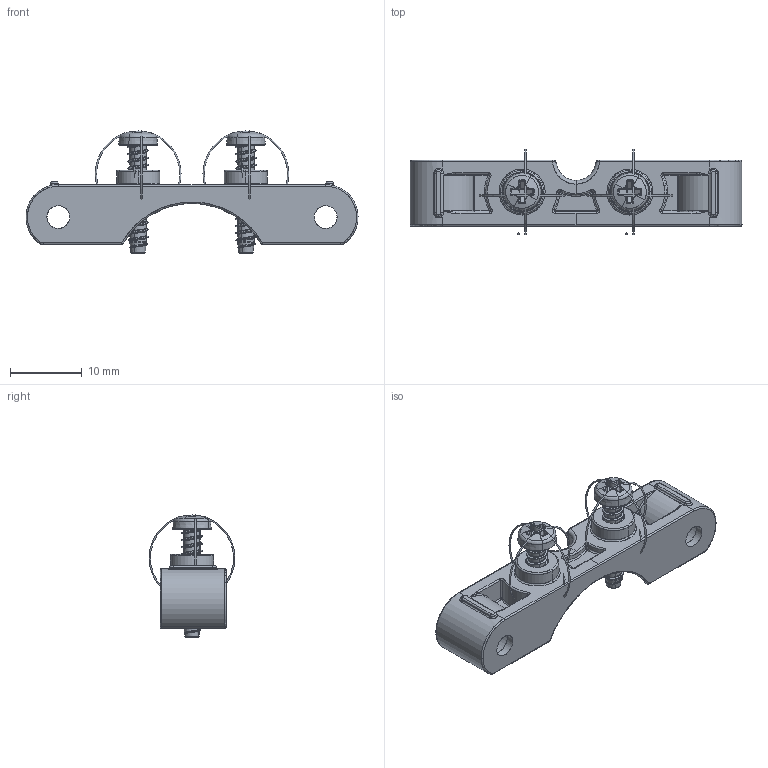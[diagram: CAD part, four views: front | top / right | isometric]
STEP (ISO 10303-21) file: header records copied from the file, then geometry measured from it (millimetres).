
FILE_DESCRIPTION(/* description */ ('CAx-IF Rec.Pracs.---Representation and Presentation of Product Manufacturing Information (PMI)---4.0---2014-10-13','CAx-IF Rec.Pracs.---3D Tessellated Geometry---0.4---2014-09-14','2;1'),/* implementation_level */ '2;1');
FILE_NAME(/* name */ 'model3',/* time_stamp */ '2024-09-27T20:59:51+02:00',/* author */ (''),/* organization */ (''),/* preprocessor_version */ 'ST-DEVELOPER v16.7',/* originating_system */ 'SIEMENS PLM Software NX 1867',/* authorisation */ $);
FILE_SCHEMA (('AP242_MANAGED_MODEL_BASED_3D_ENGINEERING_MIM_LF { 1 0 10303 442 1 1 4 }'));
Length unit declared in the file: millimetre
Products named in the file (3): model3; Support sup triangles A9 51318; Vis 3x15 MA1 50583
Assembly tree (3 placements, depth 3):
  model3
    Support sup triangles A9 51318
      Vis 3x15 MA1 50583  x2
Bounding box: 46.19 x 11.96 x 16.98 mm (x, y, z)
Surface area: 2816.5 mm2 (no closed solid volume)
Topology: 0 solids, 1141 shells, 1137 faces, 5063 edges, 5001 vertices
Faces by surface type: bspline 525, cylinder 243, torus 168, sphere 94, plane 75, cone 32
Entity records: 55696 total; most frequent: CARTESIAN_POINT 28995, VERTEX_POINT 3288, ORIENTED_EDGE 3283, EDGE_CURVE 3283, B_SPLINE_CURVE_WITH_KNOTS 2476, DIRECTION 2227, AXIS2_PLACEMENT_3D 951, FACE_BOUND 766
